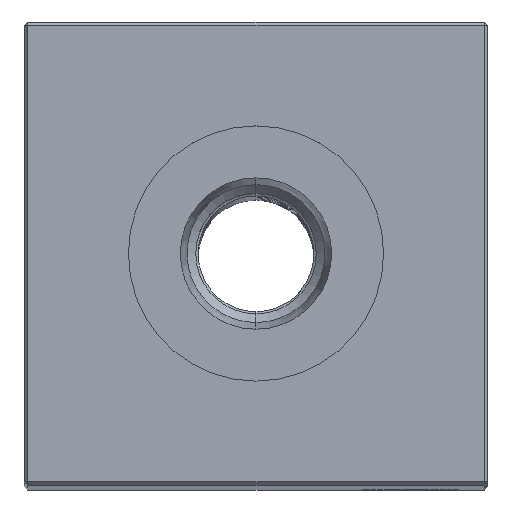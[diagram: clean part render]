
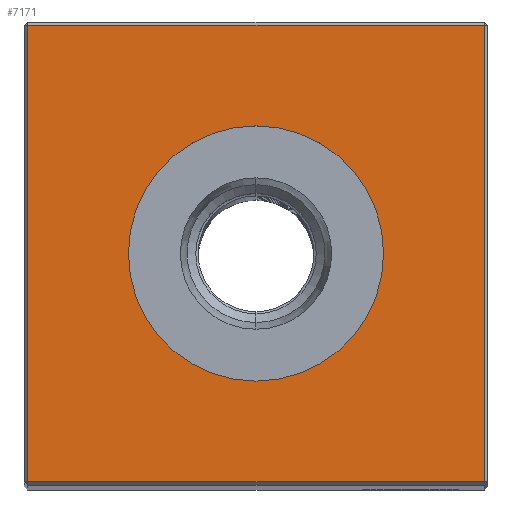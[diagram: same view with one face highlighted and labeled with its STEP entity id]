
A CAD part, top view. The second image highlights one B-rep face of the part: STEP entity #7171.
In plain terms, the highlighted planar face has unit normal (0, 0, 1).
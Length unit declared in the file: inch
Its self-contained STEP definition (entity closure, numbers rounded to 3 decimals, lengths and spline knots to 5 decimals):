
#364 = CARTESIAN_POINT ( 'NONE',  ( 0., -0.41339, 9.25 ) ) ;
#426 = ORIENTED_EDGE ( 'NONE', *, *, #25414, .T. ) ;
#536 = CARTESIAN_POINT ( 'NONE',  ( 0.74, 0.74, 9.25 ) ) ;
#715 = CARTESIAN_POINT ( 'NONE',  ( 0., -0.74, 9.25 ) ) ;
#2548 = ORIENTED_EDGE ( 'NONE', *, *, #24982, .T. ) ;
#2865 = DIRECTION ( 'NONE',  ( 0., 1., 0. ) ) ;
#4793 = ORIENTED_EDGE ( 'NONE', *, *, #24020, .T. ) ;
#5910 = VERTEX_POINT ( 'NONE', #536 ) ;
#6249 = CARTESIAN_POINT ( 'NONE',  ( 0., 0.74, 9.25 ) ) ;
#6814 = DIRECTION ( 'NONE',  ( -1., 0., 0. ) ) ;
#6897 = CARTESIAN_POINT ( 'NONE',  ( 0.74, 0., 9.25 ) ) ;
#7171 = ADVANCED_FACE ( 'NONE', ( #14971, #8739 ), #8616, .F. ) ;
#8188 = DIRECTION ( 'NONE',  ( 0., 0., -1. ) ) ;
#8398 = ORIENTED_EDGE ( 'NONE', *, *, #15296, .T. ) ;
#8616 = PLANE ( 'NONE',  #22796 ) ;
#8667 = VERTEX_POINT ( 'NONE', #364 ) ;
#8739 = FACE_BOUND ( 'NONE', #19789, .T. ) ;
#8781 = VERTEX_POINT ( 'NONE', #24640 ) ;
#10040 = VECTOR ( 'NONE', #14146, 39.37008 ) ;
#10122 = CARTESIAN_POINT ( 'NONE',  ( 0., 0., 9.25 ) ) ;
#10304 = CARTESIAN_POINT ( 'NONE',  ( -0.74, -0.74, 9.25 ) ) ;
#10505 = VECTOR ( 'NONE', #20821, 39.37008 ) ;
#10949 = LINE ( 'NONE', #715, #22443 ) ;
#11079 = DIRECTION ( 'NONE',  ( 1., 0., 0. ) ) ;
#12293 = CIRCLE ( 'NONE', #25175, 0.41339 ) ;
#12305 = VERTEX_POINT ( 'NONE', #15152 ) ;
#12487 = VECTOR ( 'NONE', #2865, 39.37008 ) ;
#13708 = VERTEX_POINT ( 'NONE', #16410 ) ;
#13787 = AXIS2_PLACEMENT_3D ( 'NONE', #10122, #8188, #18048 ) ;
#14146 = DIRECTION ( 'NONE',  ( -1., 0., 0. ) ) ;
#14971 = FACE_OUTER_BOUND ( 'NONE', #17525, .T. ) ;
#15152 = CARTESIAN_POINT ( 'NONE',  ( -0.74, 0.74, 9.25 ) ) ;
#15225 = LINE ( 'NONE', #24593, #10505 ) ;
#15296 = EDGE_CURVE ( 'NONE', #8667, #13708, #12293, .T. ) ;
#15712 = EDGE_CURVE ( 'NONE', #8781, #5910, #24673, .T. ) ;
#16410 = CARTESIAN_POINT ( 'NONE',  ( 0., 0.41339, 9.25 ) ) ;
#16638 = CIRCLE ( 'NONE', #13787, 0.41339 ) ;
#16794 = CARTESIAN_POINT ( 'NONE',  ( 0., 0., 9.25 ) ) ;
#17525 = EDGE_LOOP ( 'NONE', ( #22119, #426, #20343, #4793 ) ) ;
#17594 = EDGE_CURVE ( 'NONE', #12305, #24382, #15225, .T. ) ;
#18048 = DIRECTION ( 'NONE',  ( -1., 0., 0. ) ) ;
#19789 = EDGE_LOOP ( 'NONE', ( #2548, #8398 ) ) ;
#20209 = DIRECTION ( 'NONE',  ( 0., 0., -1. ) ) ;
#20343 = ORIENTED_EDGE ( 'NONE', *, *, #15712, .T. ) ;
#20821 = DIRECTION ( 'NONE',  ( 0., -1., 0. ) ) ;
#21906 = DIRECTION ( 'NONE',  ( -1., 0., 0. ) ) ;
#22119 = ORIENTED_EDGE ( 'NONE', *, *, #17594, .T. ) ;
#22323 = LINE ( 'NONE', #6249, #10040 ) ;
#22443 = VECTOR ( 'NONE', #11079, 39.37008 ) ;
#22796 = AXIS2_PLACEMENT_3D ( 'NONE', #16794, #24720, #6814 ) ;
#24020 = EDGE_CURVE ( 'NONE', #5910, #12305, #22323, .T. ) ;
#24361 = CARTESIAN_POINT ( 'NONE',  ( 0., 0., 9.25 ) ) ;
#24382 = VERTEX_POINT ( 'NONE', #10304 ) ;
#24593 = CARTESIAN_POINT ( 'NONE',  ( -0.74, 0., 9.25 ) ) ;
#24640 = CARTESIAN_POINT ( 'NONE',  ( 0.74, -0.74, 9.25 ) ) ;
#24673 = LINE ( 'NONE', #6897, #12487 ) ;
#24720 = DIRECTION ( 'NONE',  ( 0., 0., -1. ) ) ;
#24982 = EDGE_CURVE ( 'NONE', #13708, #8667, #16638, .T. ) ;
#25175 = AXIS2_PLACEMENT_3D ( 'NONE', #24361, #20209, #21906 ) ;
#25414 = EDGE_CURVE ( 'NONE', #24382, #8781, #10949, .T. ) ;
